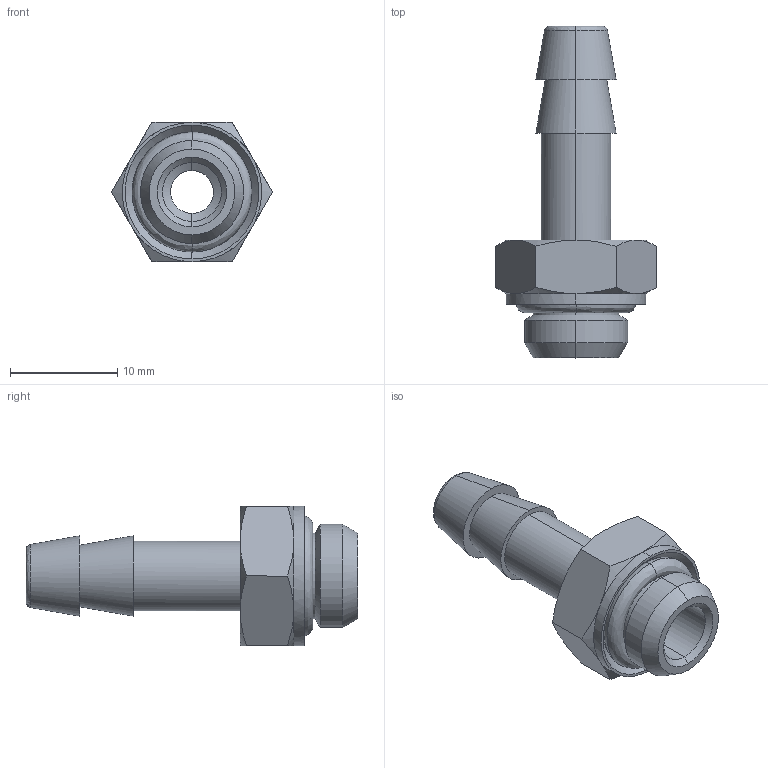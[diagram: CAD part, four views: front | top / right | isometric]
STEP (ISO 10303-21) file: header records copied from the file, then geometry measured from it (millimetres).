
FILE_DESCRIPTION (( 'STEP AP214' ), '1' );
FILE_NAME ('DRF.SP01-07_OR.STEP', '2018-09-06T08:56:30', ( '' ), ( '' ), 'SwSTEP 2.0', 'SolidWorks 2018', '' );
FILE_SCHEMA (( 'AUTOMOTIVE_DESIGN' ));
Length unit declared in the file: millimetre
Products named in the file (1): DRF.SP01-07_OR
Bounding box: 15.01 x 31 x 13 mm (x, y, z)
Volume: 1405.7 mm3; surface area: 1729.2 mm2
Topology: 2 solids, 2 shells, 61 faces, 126 edges, 72 vertices
Faces by surface type: bspline 61
Entity records: 2613 total; most frequent: CARTESIAN_POINT 1816, ORIENTED_EDGE 252, EDGE_CURVE 126, B_SPLINE_CURVE_WITH_KNOTS 83, VERTEX_POINT 72, EDGE_LOOP 68, FACE_OUTER_BOUND 61, ADVANCED_FACE 61
